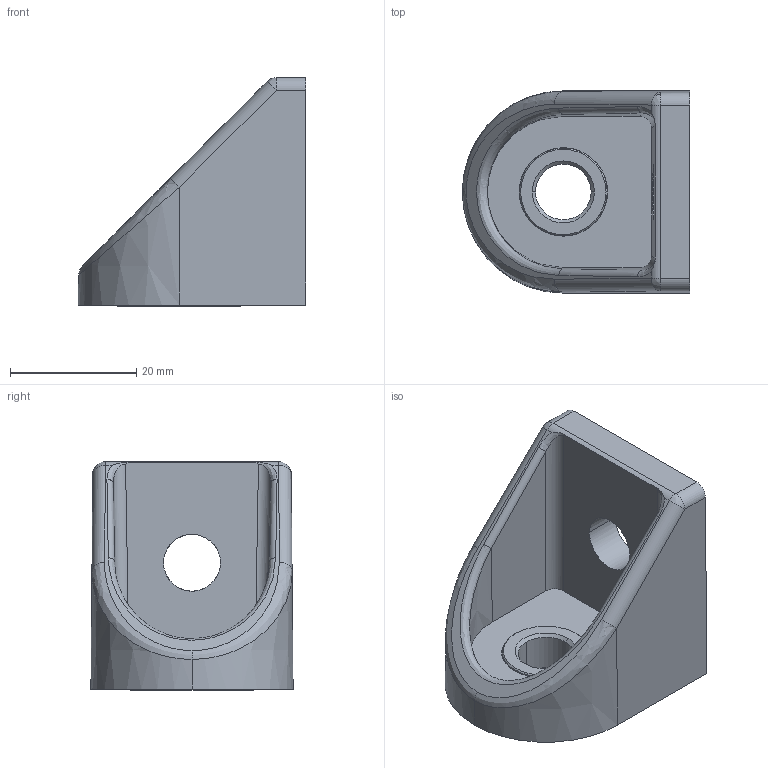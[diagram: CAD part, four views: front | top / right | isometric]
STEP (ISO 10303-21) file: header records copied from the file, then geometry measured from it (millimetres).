
FILE_DESCRIPTION (( 'STEP AP214' ), '1' );
FILE_NAME ('093wg401a.STEP', '2014-08-28T07:53:12', ( '' ), ( '' ), 'SwSTEP 2.0', 'SolidWorks 2014', '' );
FILE_SCHEMA (( 'AUTOMOTIVE_DESIGN' ));
Length unit declared in the file: millimetre
Products named in the file (1): 093wg401a
Bounding box: 36 x 32 x 36.2 mm (x, y, z)
Volume: 14404.5 mm3; surface area: 7598.5 mm2
Topology: 2 solids, 2 shells, 56 faces, 137 edges, 87 vertices
Faces by surface type: cylinder 21, plane 14, cone 13, bspline 8
Entity records: 2992 total; most frequent: CARTESIAN_POINT 1014, DIRECTION 280, ORIENTED_EDGE 274, EDGE_CURVE 137, AXIS2_PLACEMENT_3D 112, VERTEX_POINT 87, EDGE_LOOP 64, CIRCLE 63
